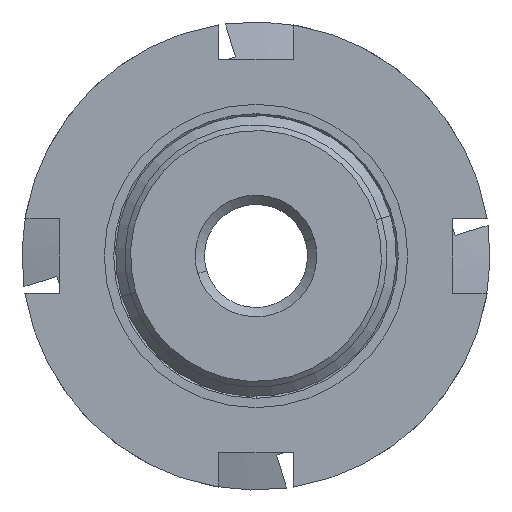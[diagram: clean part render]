
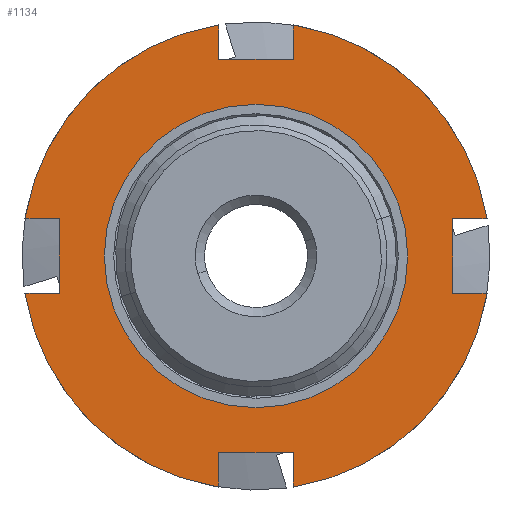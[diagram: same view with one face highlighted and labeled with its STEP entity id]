
A CAD part, front view. The second image highlights one B-rep face of the part: STEP entity #1134.
In plain terms, the highlighted planar face has unit normal (0, -1, 0).
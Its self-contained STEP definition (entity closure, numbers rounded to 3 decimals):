
#19 = VERTEX_POINT ( 'NONE', #137 ) ;
#27 = LINE ( 'NONE', #1990, #571 ) ;
#29 = CARTESIAN_POINT ( 'NONE',  ( -2., -23., 12.339 ) ) ;
#46 = CARTESIAN_POINT ( 'NONE',  ( 0., -23., -8.1 ) ) ;
#63 = VECTOR ( 'NONE', #2511, 1000. ) ;
#72 = EDGE_CURVE ( 'NONE', #869, #19, #2185, .T. ) ;
#78 = ORIENTED_EDGE ( 'NONE', *, *, #603, .T. ) ;
#95 = VERTEX_POINT ( 'NONE', #2785 ) ;
#123 = CARTESIAN_POINT ( 'NONE',  ( -10.5, -23., -2. ) ) ;
#126 = LINE ( 'NONE', #1442, #63 ) ;
#131 = DIRECTION ( 'NONE',  ( 0., 0., 1. ) ) ;
#137 = CARTESIAN_POINT ( 'NONE',  ( 0., -23., 8.1 ) ) ;
#139 = CARTESIAN_POINT ( 'NONE',  ( 8.1, -23., 0. ) ) ;
#154 = VERTEX_POINT ( 'NONE', #1313 ) ;
#205 = VECTOR ( 'NONE', #2671, 1000. ) ;
#206 = CARTESIAN_POINT ( 'NONE',  ( 2., -23., 10.5 ) ) ;
#207 = DIRECTION ( 'NONE',  ( 0., 0., 1. ) ) ;
#214 = VERTEX_POINT ( 'NONE', #2415 ) ;
#245 = DIRECTION ( 'NONE',  ( 0., 1., 0. ) ) ;
#274 = LINE ( 'NONE', #502, #205 ) ;
#276 = AXIS2_PLACEMENT_3D ( 'NONE', #139, #1247, #1050 ) ;
#283 = ORIENTED_EDGE ( 'NONE', *, *, #2032, .F. ) ;
#292 = ORIENTED_EDGE ( 'NONE', *, *, #1310, .T. ) ;
#296 = DIRECTION ( 'NONE',  ( 0., 0., 1. ) ) ;
#304 = LINE ( 'NONE', #1238, #788 ) ;
#306 = VECTOR ( 'NONE', #1616, 1000. ) ;
#310 = DIRECTION ( 'NONE',  ( 0., 1., 0. ) ) ;
#311 = AXIS2_PLACEMENT_3D ( 'NONE', #724, #705, #2247 ) ;
#321 = VERTEX_POINT ( 'NONE', #123 ) ;
#324 = VECTOR ( 'NONE', #2731, 1000. ) ;
#470 = CIRCLE ( 'NONE', #1850, 12.5 ) ;
#500 = ORIENTED_EDGE ( 'NONE', *, *, #2014, .T. ) ;
#502 = CARTESIAN_POINT ( 'NONE',  ( 8.1, -23., 2. ) ) ;
#507 = CARTESIAN_POINT ( 'NONE',  ( 8.1, -23., -2. ) ) ;
#508 = ORIENTED_EDGE ( 'NONE', *, *, #2443, .F. ) ;
#544 = DIRECTION ( 'NONE',  ( 0., 0., 1. ) ) ;
#558 = ORIENTED_EDGE ( 'NONE', *, *, #728, .T. ) ;
#571 = VECTOR ( 'NONE', #2813, 1000. ) ;
#594 = VERTEX_POINT ( 'NONE', #2241 ) ;
#603 = EDGE_CURVE ( 'NONE', #994, #995, #2358, .T. ) ;
#628 = AXIS2_PLACEMENT_3D ( 'NONE', #1584, #2469, #296 ) ;
#659 = EDGE_LOOP ( 'NONE', ( #1948, #283, #731, #1523, #1183, #2350, #2397, #558, #2793, #2487, #78, #500, #508, #2047, #2309, #292 ) ) ;
#705 = DIRECTION ( 'NONE',  ( 0., 1., 0. ) ) ;
#724 = CARTESIAN_POINT ( 'NONE',  ( 0., -23., 0. ) ) ;
#728 = EDGE_CURVE ( 'NONE', #1589, #1601, #1157, .T. ) ;
#731 = ORIENTED_EDGE ( 'NONE', *, *, #1470, .T. ) ;
#741 = VERTEX_POINT ( 'NONE', #1129 ) ;
#757 = LINE ( 'NONE', #2621, #2578 ) ;
#788 = VECTOR ( 'NONE', #1651, 1000. ) ;
#794 = AXIS2_PLACEMENT_3D ( 'NONE', #2567, #1516, #2776 ) ;
#815 = CARTESIAN_POINT ( 'NONE',  ( -10.5, -23., 2. ) ) ;
#829 = AXIS2_PLACEMENT_3D ( 'NONE', #2115, #2777, #1923 ) ;
#849 = CARTESIAN_POINT ( 'NONE',  ( 2., -23., -10.5 ) ) ;
#862 = CIRCLE ( 'NONE', #628, 12.5 ) ;
#869 = VERTEX_POINT ( 'NONE', #46 ) ;
#909 = CARTESIAN_POINT ( 'NONE',  ( 0., -23., 0. ) ) ;
#925 = CARTESIAN_POINT ( 'NONE',  ( -2., -23., 0. ) ) ;
#942 = DIRECTION ( 'NONE',  ( -1., 0., 0. ) ) ;
#974 = ORIENTED_EDGE ( 'NONE', *, *, #72, .T. ) ;
#994 = VERTEX_POINT ( 'NONE', #1939 ) ;
#995 = VERTEX_POINT ( 'NONE', #206 ) ;
#999 = CARTESIAN_POINT ( 'NONE',  ( 0., -23., -10.5 ) ) ;
#1050 = DIRECTION ( 'NONE',  ( 0., 0., 1. ) ) ;
#1051 = FACE_OUTER_BOUND ( 'NONE', #659, .T. ) ;
#1071 = ORIENTED_EDGE ( 'NONE', *, *, #2089, .T. ) ;
#1104 = EDGE_CURVE ( 'NONE', #2756, #321, #126, .T. ) ;
#1126 = FACE_BOUND ( 'NONE', #1679, .T. ) ;
#1129 = CARTESIAN_POINT ( 'NONE',  ( -12.339, -23., 2. ) ) ;
#1134 = ADVANCED_FACE ( 'NONE', ( #1126, #1051 ), #1453, .F. ) ;
#1157 = LINE ( 'NONE', #1744, #2200 ) ;
#1183 = ORIENTED_EDGE ( 'NONE', *, *, #1213, .F. ) ;
#1184 = AXIS2_PLACEMENT_3D ( 'NONE', #2070, #310, #544 ) ;
#1185 = VERTEX_POINT ( 'NONE', #29 ) ;
#1213 = EDGE_CURVE ( 'NONE', #214, #1714, #27, .T. ) ;
#1215 = DIRECTION ( 'NONE',  ( 0., 0., -1. ) ) ;
#1238 = CARTESIAN_POINT ( 'NONE',  ( 8.1, -23., 2. ) ) ;
#1247 = DIRECTION ( 'NONE',  ( 0., 1., 0. ) ) ;
#1265 = EDGE_CURVE ( 'NONE', #95, #214, #2562, .T. ) ;
#1284 = VERTEX_POINT ( 'NONE', #1609 ) ;
#1310 = EDGE_CURVE ( 'NONE', #2269, #321, #2064, .T. ) ;
#1313 = CARTESIAN_POINT ( 'NONE',  ( -2., -23., -10.5 ) ) ;
#1381 = EDGE_CURVE ( 'NONE', #154, #1714, #2320, .T. ) ;
#1431 = VECTOR ( 'NONE', #1215, 1000. ) ;
#1434 = EDGE_CURVE ( 'NONE', #741, #1185, #1953, .T. ) ;
#1442 = CARTESIAN_POINT ( 'NONE',  ( 8.1, -23., -2. ) ) ;
#1453 = PLANE ( 'NONE',  #276 ) ;
#1470 = EDGE_CURVE ( 'NONE', #2386, #154, #2353, .T. ) ;
#1473 = LINE ( 'NONE', #1635, #306 ) ;
#1516 = DIRECTION ( 'NONE',  ( 0., 1., 0. ) ) ;
#1523 = ORIENTED_EDGE ( 'NONE', *, *, #1381, .T. ) ;
#1539 = CARTESIAN_POINT ( 'NONE',  ( 10.5, -23., -2. ) ) ;
#1584 = CARTESIAN_POINT ( 'NONE',  ( 0., -23., 0. ) ) ;
#1589 = VERTEX_POINT ( 'NONE', #1539 ) ;
#1601 = VERTEX_POINT ( 'NONE', #2742 ) ;
#1609 = CARTESIAN_POINT ( 'NONE',  ( 12.339, -23., 2. ) ) ;
#1610 = CARTESIAN_POINT ( 'NONE',  ( 2., -23., 0. ) ) ;
#1616 = DIRECTION ( 'NONE',  ( 0., 0., -1. ) ) ;
#1635 = CARTESIAN_POINT ( 'NONE',  ( -2., -23., 0. ) ) ;
#1651 = DIRECTION ( 'NONE',  ( 1., 0., 0. ) ) ;
#1679 = EDGE_LOOP ( 'NONE', ( #1071, #974 ) ) ;
#1690 = VECTOR ( 'NONE', #131, 1000. ) ;
#1714 = VERTEX_POINT ( 'NONE', #849 ) ;
#1733 = EDGE_CURVE ( 'NONE', #994, #1284, #470, .T. ) ;
#1744 = CARTESIAN_POINT ( 'NONE',  ( 10.5, -23., 0. ) ) ;
#1829 = CIRCLE ( 'NONE', #1184, 8.1 ) ;
#1850 = AXIS2_PLACEMENT_3D ( 'NONE', #909, #245, #207 ) ;
#1887 = LINE ( 'NONE', #507, #2744 ) ;
#1923 = DIRECTION ( 'NONE',  ( 0., 0., 1. ) ) ;
#1939 = CARTESIAN_POINT ( 'NONE',  ( 2., -23., 12.339 ) ) ;
#1948 = ORIENTED_EDGE ( 'NONE', *, *, #1104, .F. ) ;
#1953 = CIRCLE ( 'NONE', #794, 12.5 ) ;
#1990 = CARTESIAN_POINT ( 'NONE',  ( 2., -23., 0. ) ) ;
#1993 = DIRECTION ( 'NONE',  ( -1., 0., 0. ) ) ;
#2014 = EDGE_CURVE ( 'NONE', #995, #594, #757, .T. ) ;
#2032 = EDGE_CURVE ( 'NONE', #2386, #2756, #862, .T. ) ;
#2047 = ORIENTED_EDGE ( 'NONE', *, *, #1434, .F. ) ;
#2064 = LINE ( 'NONE', #2066, #1431 ) ;
#2066 = CARTESIAN_POINT ( 'NONE',  ( -10.5, -23., 0. ) ) ;
#2070 = CARTESIAN_POINT ( 'NONE',  ( 0., -23., 0. ) ) ;
#2073 = EDGE_CURVE ( 'NONE', #1284, #1601, #274, .T. ) ;
#2089 = EDGE_CURVE ( 'NONE', #19, #869, #1829, .T. ) ;
#2115 = CARTESIAN_POINT ( 'NONE',  ( 0., -23., 0. ) ) ;
#2159 = CARTESIAN_POINT ( 'NONE',  ( -12.339, -23., -2. ) ) ;
#2185 = CIRCLE ( 'NONE', #829, 8.1 ) ;
#2200 = VECTOR ( 'NONE', #2387, 1000. ) ;
#2241 = CARTESIAN_POINT ( 'NONE',  ( -2., -23., 10.5 ) ) ;
#2247 = DIRECTION ( 'NONE',  ( 0., 0., 1. ) ) ;
#2269 = VERTEX_POINT ( 'NONE', #815 ) ;
#2309 = ORIENTED_EDGE ( 'NONE', *, *, #2681, .T. ) ;
#2320 = LINE ( 'NONE', #999, #324 ) ;
#2350 = ORIENTED_EDGE ( 'NONE', *, *, #1265, .F. ) ;
#2353 = LINE ( 'NONE', #925, #1690 ) ;
#2358 = LINE ( 'NONE', #1610, #2560 ) ;
#2386 = VERTEX_POINT ( 'NONE', #2646 ) ;
#2387 = DIRECTION ( 'NONE',  ( 0., 0., 1. ) ) ;
#2397 = ORIENTED_EDGE ( 'NONE', *, *, #2592, .T. ) ;
#2415 = CARTESIAN_POINT ( 'NONE',  ( 2., -23., -12.339 ) ) ;
#2443 = EDGE_CURVE ( 'NONE', #1185, #594, #1473, .T. ) ;
#2469 = DIRECTION ( 'NONE',  ( 0., 1., 0. ) ) ;
#2487 = ORIENTED_EDGE ( 'NONE', *, *, #1733, .F. ) ;
#2511 = DIRECTION ( 'NONE',  ( 1., 0., 0. ) ) ;
#2560 = VECTOR ( 'NONE', #2693, 1000. ) ;
#2562 = CIRCLE ( 'NONE', #311, 12.5 ) ;
#2567 = CARTESIAN_POINT ( 'NONE',  ( 0., -23., 0. ) ) ;
#2578 = VECTOR ( 'NONE', #1993, 1000. ) ;
#2592 = EDGE_CURVE ( 'NONE', #95, #1589, #1887, .T. ) ;
#2621 = CARTESIAN_POINT ( 'NONE',  ( 0., -23., 10.5 ) ) ;
#2646 = CARTESIAN_POINT ( 'NONE',  ( -2., -23., -12.339 ) ) ;
#2671 = DIRECTION ( 'NONE',  ( -1., 0., 0. ) ) ;
#2681 = EDGE_CURVE ( 'NONE', #741, #2269, #304, .T. ) ;
#2693 = DIRECTION ( 'NONE',  ( 0., 0., -1. ) ) ;
#2731 = DIRECTION ( 'NONE',  ( 1., 0., 0. ) ) ;
#2742 = CARTESIAN_POINT ( 'NONE',  ( 10.5, -23., 2. ) ) ;
#2744 = VECTOR ( 'NONE', #942, 1000. ) ;
#2756 = VERTEX_POINT ( 'NONE', #2159 ) ;
#2776 = DIRECTION ( 'NONE',  ( 0., 0., 1. ) ) ;
#2777 = DIRECTION ( 'NONE',  ( 0., 1., 0. ) ) ;
#2785 = CARTESIAN_POINT ( 'NONE',  ( 12.339, -23., -2. ) ) ;
#2793 = ORIENTED_EDGE ( 'NONE', *, *, #2073, .F. ) ;
#2813 = DIRECTION ( 'NONE',  ( 0., 0., 1. ) ) ;
